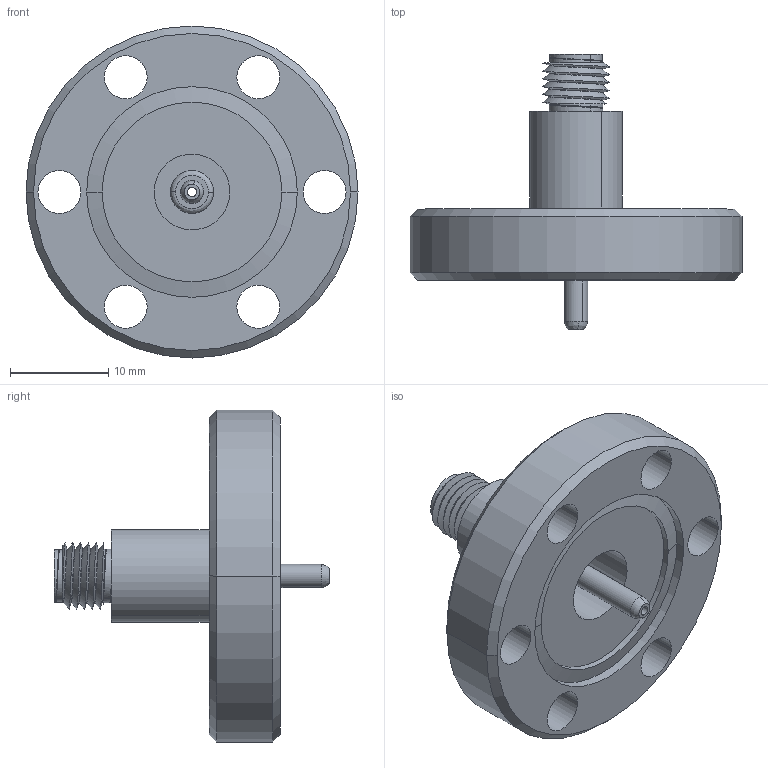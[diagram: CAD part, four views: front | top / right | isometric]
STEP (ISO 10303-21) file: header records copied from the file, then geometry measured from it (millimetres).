
FILE_DESCRIPTION (( 'STEP AP203' ), '1' );
FILE_NAME ('A1911-1-CF.STEP', '2011-10-11T18:51:30', ( '' ), ( '' ), 'SwSTEP 2.0', 'SolidWorks 2011', '' );
FILE_SCHEMA (( 'CONFIG_CONTROL_DESIGN' ));
Length unit declared in the file: inch
Products named in the file (1): A1911-1-CF
Bounding box: 33.78 x 28.07 x 33.78 mm (x, y, z)
Volume: 5660.3 mm3; surface area: 4284.5 mm2
Topology: 1 solids, 1 shells, 110 faces, 279 edges, 180 vertices
Faces by surface type: cylinder 70, plane 26, cone 8, bspline 6
Entity records: 5988 total; most frequent: CARTESIAN_POINT 3311, DIRECTION 551, ORIENTED_EDGE 550, EDGE_CURVE 275, AXIS2_PLACEMENT_3D 229, VERTEX_POINT 180, EDGE_LOOP 137, CIRCLE 124
